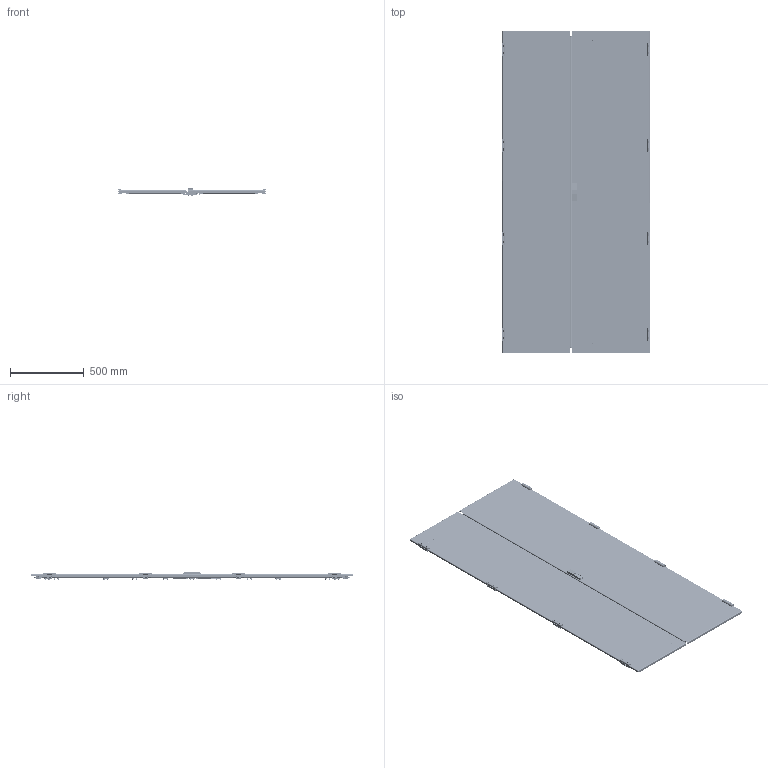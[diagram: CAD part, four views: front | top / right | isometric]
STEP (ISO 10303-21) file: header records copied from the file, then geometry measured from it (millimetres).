
FILE_DESCRIPTION (( 'STEP AP203' ), '1' );
FILE_NAME ('UR88307220100 Äâåðü ãëóõàÿ äâóõñòâîð÷àòàÿ RS52 220.100 ÍÏ ÍÇÌ (000.801.692-01).STEP', '2022-04-11T12:04:53', ( '' ), ( '' ), 'SwSTEP 2.0', 'SolidWorks 2017', '' );
FILE_SCHEMA (( 'CONFIG_CONTROL_DESIGN' ));
Length unit declared in the file: millimetre
Products named in the file (65): 028-135 Ñêîáà; 037-53 Âíóòðåííÿÿ ÷àñòü ïåòëè íàðóæíîé; Øïèëüêà çàçåìëåíèÿ CKF CS_Œ6å16; 028-142 ﾒ聰_-01 (220); 000.231.045 Ðàìà óñèëèâàþùàÿ RS52_21 (220.50); 024-453 砑僔蠂縺; Óïëîòíèòåëü ÏÏÓ äëÿ äâåðè ëåâîé LC3_16 (220å50); 028-98 Ñêîáà; Çàêëåïêà òÿãîâàÿ ãëóõàÿ_4,8å10_5¬¬; 026-877 赶鎀鍧; 064-14 ﾘ琺矜; 040-228 Ñêîáà; 025-244 Ïëàíêà çàïîðíàÿ LC3_04 (220.00); 028-149 Ðû÷àã íîâûé; Âèíò ISO 10642 TX_Œ5å16; 000.800.087 Ïëàíêà çàïîðíàÿ LC3_04 (220.00); 000.169.194 Óïîð äâåðè; Øïèëüêà ðåçüáîâàÿ Ì6_Œ6å12; Ãàéêà Ýðèêñîíà Ì5 ñ ïëîñêîé ãîëîâêîé; 000.800.123 Ìåõàíèçì çàïîðíûé RS52_‡ ªàëâ®; 054-265 砐櫇謥玁縺 襠_ 03; 040-172 Ïëàíêà çàïîðíàÿ_00; 050-61 鎗鵻罻; 012-2140 Ïàíåëü äâåðè ïðàâîé RS52 220.00 ÍÏ ÍÌÇ_200.100; 蹴濋趌5915_M5; 012-2139 Ïàíåëü äâåðè ëåâîé RS52 220.00 ÍÏ ÍÌÇ_220.100; 029-456 Ñîåäèíèòåëü óãëîâîé ðàìêè äâåðè RS52 ÃË; 000.169.195 Óïîð äâåðè; Âèíò DIN 7500 C TORX_Œ5å12; 嵑殧趌6402_5; Øïèëüêà ðåçüáîâàÿ ñ î÷èñòêîé îò êðàñêè_Œ6å12; 054-264 栺鍣罻 襠_05; Óïëîòíèòåëü PS-019 (16x5) óïîðà äâåðè RS52; 028-132 Òÿãà ïëîñêàÿ_01 (­¨¦­ïï); 嵑殧趌11371_5; Âèíò DIN 7500 C TORX_Œ5å16; Øàéáà 6402 Ò_Œ6; 000.800.086 Ïëàíêà çàïîðíàÿ LC3_04 (220.00); Âèíò ISO 10642 TX_Œ5å10; Øïèëüêà ðåçüáîâàÿ Ì6_Œ5å12 ...
Assembly tree (295 placements, depth 5):
  UR88307220100 Äâåðü ãëóõàÿ äâóõñòâîð÷àòàÿ RS52 220.100 ÍÏ ÍÇÌ (000.801.692-01)
    000.169.195 Óïîð äâåðè  x2
      000.169.194 Óïîð äâåðè
        024-453 砑僔蠂縺
        040-228 Ñêîáà
      Óïëîòíèòåëü PS-019 (16x5) óïîðà äâåðè RS52
    Âèíò DIN 7500 C TORX_Œ5å12  x4
    Âèíò ISO 10642 TX_Œ5å16  x16
    000.800.075 Ïåòëÿ íàðóæíàÿ LC3_‡ ªàëâ®  x8
      037-53 Âíóòðåííÿÿ ÷àñòü ïåòëè íàðóæíîé
      037-54 Âíåøíÿÿ ÷àñòü ïåòëè íàðóæíîé
      048-07 Ïðóæèíà ïåòëè íàðóæíîé çàæèìíàÿ
      016-95 Øòûðü ïåòëè íàðóæíîé LC3
    Âèíò DIN 7984 TORX_Œ5å10  x16
    000.203.352 Äâåðü ëåâàÿ RS52 220.00 ÍÏ ÍÌÇ_220.100
      000.210.655 Îñíîâàíèå äâåðè ëåâîé RS52 220.00 ÍÏ ÍÌÇ_200.100
        012-2139 Ïàíåëü äâåðè ëåâîé RS52 220.00 ÍÏ ÍÌÇ_220.100
        Øïèëüêà ðåçüáîâàÿ Ì6_Œ5å12  x24
        Øïèëüêà çàçåìëåíèÿ CKF CS_Œ6å16  x2
      000.231.045 Ðàìà óñèëèâàþùàÿ RS52_21 (220.50)
        054-200 Ñòîéêà äâåðè RS52_05 (220.00)  x2
        054-201 Ïîïåðå÷èíà äâåðè RS52_03 (00.50)  x2
        029-373 Ñîåäèíèòåëü óãëîâîé ðàìêè äâåðè RS52  x4
        Âèíò DIN 7500 C TORX_Œ5å16  x8
      Ãàéêà Ýðèêñîíà Ì5 ñ ïëîñêîé ãîëîâêîé  x10
      Óïëîòíèòåëü ÏÏÓ äëÿ äâåðè ëåâîé LC3_16 (220å50)
      028-135 Ñêîáà  x4
      Çàêëåïêà ðåçüáîâàÿ óìåíüøåííûé áîðòèê øåñòèãðàííàÿ_Œ5å14  x8
      Âèíò ISO 10642 TX_Œ5å16  x8
      Óïëîòíèòåëü òèï Å äâåðè ëåâîé RS52  x2
      000.169.189 Êðîíøòåéí â ñáîðå  x6
        026-877 赶鎀鍧
        Øïèëüêà ðåçüáîâàÿ ñ î÷èñòêîé îò êðàñêè_Œ6å12
      Ãàéêà øåñòèãðàííàÿ âûñîêàÿ ñàìîñòîïîðÿùàÿñÿ ñ ôëàíöåì ÃÎÑÒ ISO 7043_Œ6  x6
      蹴濋趌5915_M5  x14
      嵑殧趌11371_5  x15
      嵑殧趌6402_5  x14
      Øàéáà 6402 Ò_Œ6  x6
      050-61 鎗鵻罻  x6
      000.800.124 Ìåõàíèçì çàïîðíûé äâóõñòâîð÷àòîé äâåðè RS52_01
        028-142 ﾒ聰_-01 (220)  x2
        000.800.123 Ìåõàíèçì çàïîðíûé RS52_‡ ªàëâ®
          028-132 Òÿãà ïëîñêàÿ_00 (¢¥àå­ïï)
          028-132 Òÿãà ïëîñêàÿ_01 (­¨¦­ïï)
          064-14 ﾘ琺矜  x3
          Çàêëåïêà òÿãîâàÿ ãëóõàÿ_4,8å12_6¬¬  x3
          026-790 Óãîëîê çàïîðíîãî ìåõàíèçìà
          028-149 Ðû÷àã íîâûé
        Çàêëåïêà òÿãîâàÿ ãëóõàÿ_4,8å10_5¬¬  x2
        嵑殧趌11371_5  x2
    000.203.353 Äâåðü ïðàâàÿ RS52 220.00 ÍÏ ÍÌÇ_220.100
      000.210.656 Îñíîâàíèå äâåðè ïðàâîé RS52 220.00 ÍÏ ÍÌÇ_200.100
        012-2140 Ïàíåëü äâåðè ïðàâîé RS52 220.00 ÍÏ ÍÌÇ_200.100
        Øïèëüêà ðåçüáîâàÿ Ì6_Œ5å12  x10
        Øïèëüêà çàçåìëåíèÿ CKF CS_Œ6å16  x2
        Øïèëüêà ðåçüáîâàÿ Ì6_Œ6å12  x6
      MS896 Çàìîê-íàêëàäêà îñíîâíàÿ äëÿ LC_‡ ªàëâ®
      Âèíò ISO 10642 TX_Œ5å10  x2
      040-172 Ïëàíêà çàïîðíàÿ_00
      000.800.086 Ïëàíêà çàïîðíàÿ LC3_04 (220.00)
Bounding box: 1005 x 2184 x 55 mm (x, y, z)
Volume: 6945228.7 mm3; surface area: 6999618.1 mm2
Topology: 334 solids, 338 shells, 11400 faces, 28785 edges, 18037 vertices
Faces by surface type: cylinder 4912, plane 4378, cone 1056, torus 596, bspline 408, sphere 50
Entity records: 104266 total; most frequent: CARTESIAN_POINT 21621, DIRECTION 15465, ORIENTED_EDGE 13744, EDGE_CURVE 6875, AXIS2_PLACEMENT_3D 5934, VERTEX_POINT 4312, LINE 3597, VECTOR 3597
